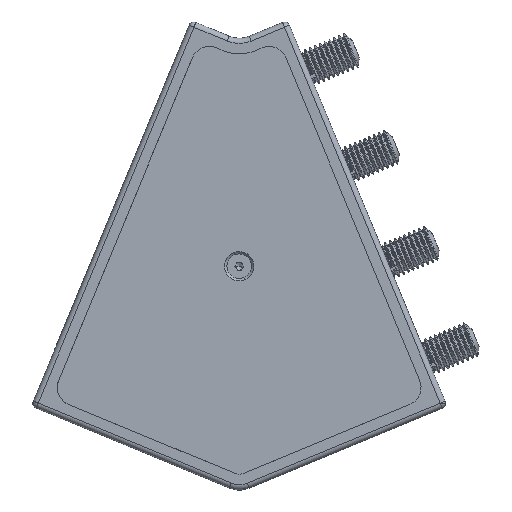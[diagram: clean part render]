
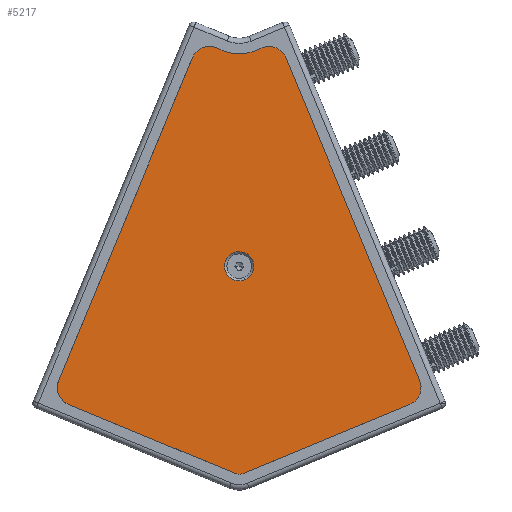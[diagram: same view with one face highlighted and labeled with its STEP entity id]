
A CAD part, top view. The second image highlights one B-rep face of the part: STEP entity #5217.
In plain terms, the highlighted planar face has unit normal (0, 0, 1).
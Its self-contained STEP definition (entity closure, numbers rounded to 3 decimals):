
#24 = FACE_BOUND ( 'NONE', #11584, .T. ) ;
#30 = FACE_OUTER_BOUND ( 'NONE', #11563, .T. ) ;
#1717 = DIRECTION ( 'NONE',  ( 1., 0., 0. ) ) ;
#1718 = DIRECTION ( 'NONE',  ( 0., 0., 1. ) ) ;
#1780 = PLANE ( 'NONE',  #16446 ) ;
#1791 = CARTESIAN_POINT ( 'NONE',  ( 0., 0., 3. ) ) ;
#5217 = ADVANCED_FACE ( 'NONE', ( #24, #30 ), #1780, .T. ) ;
#5804 = CARTESIAN_POINT ( 'NONE',  ( -114.764, 45.88, 3. ) ) ;
#5825 = CARTESIAN_POINT ( 'NONE',  ( -64.701, 97.6, 3. ) ) ;
#5828 = CARTESIAN_POINT ( 'NONE',  ( -113.593, 48.708, 3. ) ) ;
#5829 = CARTESIAN_POINT ( 'NONE',  ( -114.764, -23.263, 3. ) ) ;
#5831 = CARTESIAN_POINT ( 'NONE',  ( 33.236, -20.394, 3. ) ) ;
#5833 = CARTESIAN_POINT ( 'NONE',  ( 26.236, -30.263, 3. ) ) ;
#5841 = CARTESIAN_POINT ( 'NONE',  ( -35.164, 16.885, 3. ) ) ;
#5843 = CARTESIAN_POINT ( 'NONE',  ( -46.364, 16.885, 3. ) ) ;
#5851 = CARTESIAN_POINT ( 'NONE',  ( 39.951, 2.848, 3. ) ) ;
#5858 = CARTESIAN_POINT ( 'NONE',  ( 37.922, -9.08, 3. ) ) ;
#5863 = CARTESIAN_POINT ( 'NONE',  ( -54.801, 97.6, 3. ) ) ;
#5871 = CARTESIAN_POINT ( 'NONE',  ( -107.764, -30.263, 3. ) ) ;
#5881 = CARTESIAN_POINT ( 'NONE',  ( 33.236, -23.263, 3. ) ) ;
#5884 = CARTESIAN_POINT ( 'NONE',  ( 39.951, -7.052, 3. ) ) ;
#7026 = CIRCLE ( 'NONE', #12814, 7. ) ;
#7032 = CIRCLE ( 'NONE', #12815, 7. ) ;
#7034 = CIRCLE ( 'NONE', #12816, 16. ) ;
#7035 = CIRCLE ( 'NONE', #12817, 7. ) ;
#7036 = CIRCLE ( 'NONE', #12818, 7. ) ;
#7037 = CIRCLE ( 'NONE', #12819, 4. ) ;
#7038 = CIRCLE ( 'NONE', #12820, 5.6 ) ;
#7040 = LINE ( 'NONE', #11826, #7051 ) ;
#7044 = LINE ( 'NONE', #11861, #7047 ) ;
#7047 = VECTOR ( 'NONE', #11864, 1000. ) ;
#7048 = LINE ( 'NONE', #11851, #7059 ) ;
#7051 = VECTOR ( 'NONE', #11871, 1000. ) ;
#7059 = VECTOR ( 'NONE', #11890, 1000. ) ;
#7064 = LINE ( 'NONE', #11886, #7075 ) ;
#7068 = LINE ( 'NONE', #11916, #7071 ) ;
#7071 = VECTOR ( 'NONE', #11918, 1000. ) ;
#7075 = VECTOR ( 'NONE', #11924, 1000. ) ;
#7084 = LINE ( 'NONE', #11946, #7087 ) ;
#7087 = VECTOR ( 'NONE', #11948, 1000. ) ;
#7093 = CIRCLE ( 'NONE', #12822, 5.6 ) ;
#8748 = VERTEX_POINT ( 'NONE', #5804 ) ;
#8750 = VERTEX_POINT ( 'NONE', #5828 ) ;
#8751 = VERTEX_POINT ( 'NONE', #5829 ) ;
#8752 = VERTEX_POINT ( 'NONE', #5831 ) ;
#8753 = VERTEX_POINT ( 'NONE', #5833 ) ;
#8755 = VERTEX_POINT ( 'NONE', #5825 ) ;
#8765 = VERTEX_POINT ( 'NONE', #5841 ) ;
#8767 = VERTEX_POINT ( 'NONE', #5843 ) ;
#8770 = VERTEX_POINT ( 'NONE', #5851 ) ;
#8787 = VERTEX_POINT ( 'NONE', #5858 ) ;
#8848 = VERTEX_POINT ( 'NONE', #5863 ) ;
#8855 = VERTEX_POINT ( 'NONE', #5871 ) ;
#8862 = VERTEX_POINT ( 'NONE', #5881 ) ;
#9074 = VERTEX_POINT ( 'NONE', #5884 ) ;
#11563 = EDGE_LOOP ( 'NONE', ( #17846, #17845, #17844, #17843, #17842, #17841, #17840, #17839, #17838, #17837, #17836, #17835 ) ) ;
#11584 = EDGE_LOOP ( 'NONE', ( #17848, #17847 ) ) ;
#11798 = CARTESIAN_POINT ( 'NONE',  ( -59.751, 92.65, 3. ) ) ;
#11800 = DIRECTION ( 'NONE',  ( 0., 0., 1. ) ) ;
#11802 = DIRECTION ( 'NONE',  ( 1., 0., 0. ) ) ;
#11805 = CARTESIAN_POINT ( 'NONE',  ( 35.001, -2.102, 3. ) ) ;
#11807 = DIRECTION ( 'NONE',  ( 0., 0., 1. ) ) ;
#11809 = DIRECTION ( 'NONE',  ( 1., 0., 0. ) ) ;
#11812 = CARTESIAN_POINT ( 'NONE',  ( 49.236, -20.394, 3. ) ) ;
#11814 = DIRECTION ( 'NONE',  ( 0., 0., -1. ) ) ;
#11816 = DIRECTION ( 'NONE',  ( 1., 0., 0. ) ) ;
#11820 = CARTESIAN_POINT ( 'NONE',  ( 26.236, -23.263, 3. ) ) ;
#11822 = DIRECTION ( 'NONE',  ( 0., 0., 1. ) ) ;
#11823 = DIRECTION ( 'NONE',  ( 1., 0., 0. ) ) ;
#11826 = CARTESIAN_POINT ( 'NONE',  ( 33.236, -30.263, 3. ) ) ;
#11828 = CARTESIAN_POINT ( 'NONE',  ( -107.764, -23.263, 3. ) ) ;
#11830 = DIRECTION ( 'NONE',  ( 0., 0., 1. ) ) ;
#11832 = DIRECTION ( 'NONE',  ( 1., 0., 0. ) ) ;
#11836 = CARTESIAN_POINT ( 'NONE',  ( -110.764, 45.88, 3. ) ) ;
#11838 = DIRECTION ( 'NONE',  ( 0., 0., 1. ) ) ;
#11840 = DIRECTION ( 'NONE',  ( 1., 0., 0. ) ) ;
#11846 = CARTESIAN_POINT ( 'NONE',  ( -40.764, 16.885, 3. ) ) ;
#11847 = DIRECTION ( 'NONE',  ( 0., 0., 1. ) ) ;
#11849 = DIRECTION ( 'NONE',  ( 1., 0., 0. ) ) ;
#11851 = CARTESIAN_POINT ( 'NONE',  ( 33.236, -30.263, 3. ) ) ;
#11861 = CARTESIAN_POINT ( 'NONE',  ( 44.901, -2.102, 3. ) ) ;
#11864 = DIRECTION ( 'NONE',  ( 0.707, 0.707, 0. ) ) ;
#11871 = DIRECTION ( 'NONE',  ( 0., 1., 0. ) ) ;
#11886 = CARTESIAN_POINT ( 'NONE',  ( -59.751, 102.55, 3. ) ) ;
#11890 = DIRECTION ( 'NONE',  ( 1., 0., 0. ) ) ;
#11916 = CARTESIAN_POINT ( 'NONE',  ( -114.764, -30.263, 3. ) ) ;
#11918 = DIRECTION ( 'NONE',  ( 0., -1., 0. ) ) ;
#11924 = DIRECTION ( 'NONE',  ( -0.707, -0.707, 0. ) ) ;
#11946 = CARTESIAN_POINT ( 'NONE',  ( 44.901, -2.102, 3. ) ) ;
#11948 = DIRECTION ( 'NONE',  ( -0.707, 0.707, 0. ) ) ;
#11976 = CARTESIAN_POINT ( 'NONE',  ( -40.764, 16.885, 3. ) ) ;
#11977 = DIRECTION ( 'NONE',  ( 0., 0., 1. ) ) ;
#11979 = DIRECTION ( 'NONE',  ( 1., 0., 0. ) ) ;
#12814 = AXIS2_PLACEMENT_3D ( 'NONE', #11798, #11800, #11802 ) ;
#12815 = AXIS2_PLACEMENT_3D ( 'NONE', #11805, #11807, #11809 ) ;
#12816 = AXIS2_PLACEMENT_3D ( 'NONE', #11812, #11814, #11816 ) ;
#12817 = AXIS2_PLACEMENT_3D ( 'NONE', #11820, #11822, #11823 ) ;
#12818 = AXIS2_PLACEMENT_3D ( 'NONE', #11828, #11830, #11832 ) ;
#12819 = AXIS2_PLACEMENT_3D ( 'NONE', #11836, #11838, #11840 ) ;
#12820 = AXIS2_PLACEMENT_3D ( 'NONE', #11846, #11847, #11849 ) ;
#12822 = AXIS2_PLACEMENT_3D ( 'NONE', #11976, #11977, #11979 ) ;
#15053 = EDGE_CURVE ( 'NONE', #8848, #8755, #7026, .T. ) ;
#15054 = EDGE_CURVE ( 'NONE', #9074, #8770, #7032, .T. ) ;
#15055 = EDGE_CURVE ( 'NONE', #8752, #8787, #7034, .T. ) ;
#15056 = EDGE_CURVE ( 'NONE', #8753, #8862, #7035, .T. ) ;
#15057 = EDGE_CURVE ( 'NONE', #8751, #8855, #7036, .T. ) ;
#15058 = EDGE_CURVE ( 'NONE', #8750, #8748, #7037, .T. ) ;
#15059 = EDGE_CURVE ( 'NONE', #8765, #8767, #7038, .T. ) ;
#15063 = EDGE_CURVE ( 'NONE', #8787, #9074, #7044, .T. ) ;
#15065 = EDGE_CURVE ( 'NONE', #8862, #8752, #7040, .T. ) ;
#15069 = EDGE_CURVE ( 'NONE', #8855, #8753, #7048, .T. ) ;
#15075 = EDGE_CURVE ( 'NONE', #8748, #8751, #7068, .T. ) ;
#15077 = EDGE_CURVE ( 'NONE', #8755, #8750, #7064, .T. ) ;
#15083 = EDGE_CURVE ( 'NONE', #8770, #8848, #7084, .T. ) ;
#15088 = EDGE_CURVE ( 'NONE', #8767, #8765, #7093, .T. ) ;
#16446 = AXIS2_PLACEMENT_3D ( 'NONE', #1791, #1718, #1717 ) ;
#17835 = ORIENTED_EDGE ( 'NONE', *, *, #15053, .T. ) ;
#17836 = ORIENTED_EDGE ( 'NONE', *, *, #15083, .T. ) ;
#17837 = ORIENTED_EDGE ( 'NONE', *, *, #15054, .T. ) ;
#17838 = ORIENTED_EDGE ( 'NONE', *, *, #15063, .T. ) ;
#17839 = ORIENTED_EDGE ( 'NONE', *, *, #15055, .T. ) ;
#17840 = ORIENTED_EDGE ( 'NONE', *, *, #15065, .T. ) ;
#17841 = ORIENTED_EDGE ( 'NONE', *, *, #15056, .T. ) ;
#17842 = ORIENTED_EDGE ( 'NONE', *, *, #15069, .T. ) ;
#17843 = ORIENTED_EDGE ( 'NONE', *, *, #15057, .T. ) ;
#17844 = ORIENTED_EDGE ( 'NONE', *, *, #15075, .T. ) ;
#17845 = ORIENTED_EDGE ( 'NONE', *, *, #15058, .T. ) ;
#17846 = ORIENTED_EDGE ( 'NONE', *, *, #15077, .T. ) ;
#17847 = ORIENTED_EDGE ( 'NONE', *, *, #15088, .F. ) ;
#17848 = ORIENTED_EDGE ( 'NONE', *, *, #15059, .F. ) ;
